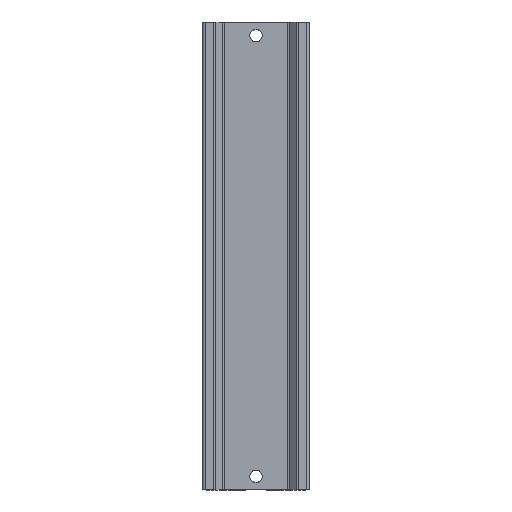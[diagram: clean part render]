
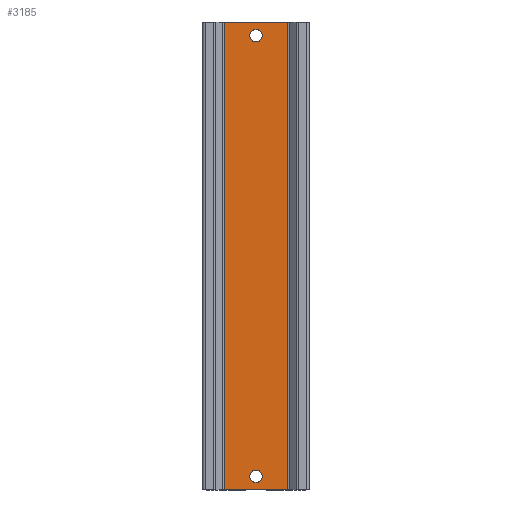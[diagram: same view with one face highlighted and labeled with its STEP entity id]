
A CAD part, front view. The second image highlights one B-rep face of the part: STEP entity #3185.
In plain terms, the highlighted planar face has unit normal (0, -1, 0).
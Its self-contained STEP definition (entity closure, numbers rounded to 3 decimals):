
#68 = AXIS2_PLACEMENT_3D ( 'NONE', #8093, #8775, #1974 ) ;
#234 = CIRCLE ( 'NONE', #559, 2.25 ) ;
#314 = AXIS2_PLACEMENT_3D ( 'NONE', #1612, #6376, #3668 ) ;
#529 = VERTEX_POINT ( 'NONE', #1667 ) ;
#559 = AXIS2_PLACEMENT_3D ( 'NONE', #1006, #5042, #7100 ) ;
#577 = CIRCLE ( 'NONE', #6048, 2.25 ) ;
#746 = ORIENTED_EDGE ( 'NONE', *, *, #1736, .T. ) ;
#765 = DIRECTION ( 'NONE',  ( 0., 0., 1. ) ) ;
#928 = EDGE_LOOP ( 'NONE', ( #746, #8608 ) ) ;
#1006 = CARTESIAN_POINT ( 'NONE',  ( 19.5, 3., 166. ) ) ;
#1061 = EDGE_CURVE ( 'NONE', #3170, #7089, #577, .T. ) ;
#1062 = CARTESIAN_POINT ( 'NONE',  ( 19.5, 3., 168.25 ) ) ;
#1173 = ORIENTED_EDGE ( 'NONE', *, *, #4442, .T. ) ;
#1178 = LINE ( 'NONE', #3304, #6415 ) ;
#1219 = VERTEX_POINT ( 'NONE', #8467 ) ;
#1272 = LINE ( 'NONE', #2224, #1482 ) ;
#1482 = VECTOR ( 'NONE', #8314, 1000. ) ;
#1543 = DIRECTION ( 'NONE',  ( 0., 0., -1. ) ) ;
#1612 = CARTESIAN_POINT ( 'NONE',  ( 7.5, 3., 171. ) ) ;
#1667 = CARTESIAN_POINT ( 'NONE',  ( 31.086, 3., 171. ) ) ;
#1736 = EDGE_CURVE ( 'NONE', #7089, #3170, #234, .T. ) ;
#1974 = DIRECTION ( 'NONE',  ( 0., 0., 1. ) ) ;
#2202 = CARTESIAN_POINT ( 'NONE',  ( 7.5, 3., 171. ) ) ;
#2224 = CARTESIAN_POINT ( 'NONE',  ( 7.5, 3., 0. ) ) ;
#2326 = AXIS2_PLACEMENT_3D ( 'NONE', #6898, #2723, #765 ) ;
#2388 = VECTOR ( 'NONE', #7758, 1000. ) ;
#2511 = ORIENTED_EDGE ( 'NONE', *, *, #7767, .F. ) ;
#2723 = DIRECTION ( 'NONE',  ( 0., 1., 0. ) ) ;
#2762 = DIRECTION ( 'NONE',  ( 0., 1., 0. ) ) ;
#2844 = EDGE_CURVE ( 'NONE', #3401, #5025, #8516, .T. ) ;
#2888 = VERTEX_POINT ( 'NONE', #6664 ) ;
#3113 = ORIENTED_EDGE ( 'NONE', *, *, #8380, .T. ) ;
#3170 = VERTEX_POINT ( 'NONE', #4920 ) ;
#3185 = ADVANCED_FACE ( 'NONE', ( #6499, #5745, #7776 ), #3697, .F. ) ;
#3304 = CARTESIAN_POINT ( 'NONE',  ( 31.086, 3., 171. ) ) ;
#3343 = DIRECTION ( 'NONE',  ( 0., 0., 1. ) ) ;
#3401 = VERTEX_POINT ( 'NONE', #6087 ) ;
#3541 = VERTEX_POINT ( 'NONE', #7777 ) ;
#3626 = CIRCLE ( 'NONE', #68, 2.25 ) ;
#3668 = DIRECTION ( 'NONE',  ( 0., 0., 1. ) ) ;
#3697 = PLANE ( 'NONE',  #314 ) ;
#4230 = DIRECTION ( 'NONE',  ( 0., 0., 1. ) ) ;
#4345 = ORIENTED_EDGE ( 'NONE', *, *, #4758, .T. ) ;
#4442 = EDGE_CURVE ( 'NONE', #1219, #3541, #5201, .T. ) ;
#4758 = EDGE_CURVE ( 'NONE', #3541, #1219, #3626, .T. ) ;
#4904 = VECTOR ( 'NONE', #1543, 1000. ) ;
#4909 = CARTESIAN_POINT ( 'NONE',  ( 19.5, 3., 166. ) ) ;
#4920 = CARTESIAN_POINT ( 'NONE',  ( 19.5, 3., 163.75 ) ) ;
#5025 = VERTEX_POINT ( 'NONE', #7311 ) ;
#5042 = DIRECTION ( 'NONE',  ( 0., 1., 0. ) ) ;
#5201 = CIRCLE ( 'NONE', #2326, 2.25 ) ;
#5745 = FACE_BOUND ( 'NONE', #8671, .T. ) ;
#6048 = AXIS2_PLACEMENT_3D ( 'NONE', #4909, #2762, #4230 ) ;
#6087 = CARTESIAN_POINT ( 'NONE',  ( 7.914, 3., 171. ) ) ;
#6180 = ORIENTED_EDGE ( 'NONE', *, *, #6277, .T. ) ;
#6277 = EDGE_CURVE ( 'NONE', #2888, #529, #1178, .T. ) ;
#6376 = DIRECTION ( 'NONE',  ( 0., 1., 0. ) ) ;
#6415 = VECTOR ( 'NONE', #3343, 1000. ) ;
#6499 = FACE_BOUND ( 'NONE', #928, .T. ) ;
#6562 = LINE ( 'NONE', #2202, #2388 ) ;
#6664 = CARTESIAN_POINT ( 'NONE',  ( 31.086, 3., 0. ) ) ;
#6867 = EDGE_LOOP ( 'NONE', ( #2511, #6990, #3113, #6180 ) ) ;
#6898 = CARTESIAN_POINT ( 'NONE',  ( 19.5, 3., 5. ) ) ;
#6990 = ORIENTED_EDGE ( 'NONE', *, *, #2844, .T. ) ;
#7089 = VERTEX_POINT ( 'NONE', #1062 ) ;
#7100 = DIRECTION ( 'NONE',  ( 0., 0., 1. ) ) ;
#7311 = CARTESIAN_POINT ( 'NONE',  ( 7.914, 3., 0. ) ) ;
#7678 = CARTESIAN_POINT ( 'NONE',  ( 7.914, 3., 0. ) ) ;
#7758 = DIRECTION ( 'NONE',  ( 1., 0., 0. ) ) ;
#7767 = EDGE_CURVE ( 'NONE', #3401, #529, #6562, .T. ) ;
#7776 = FACE_OUTER_BOUND ( 'NONE', #6867, .T. ) ;
#7777 = CARTESIAN_POINT ( 'NONE',  ( 19.5, 3., 7.25 ) ) ;
#8093 = CARTESIAN_POINT ( 'NONE',  ( 19.5, 3., 5. ) ) ;
#8314 = DIRECTION ( 'NONE',  ( 1., 0., 0. ) ) ;
#8380 = EDGE_CURVE ( 'NONE', #5025, #2888, #1272, .T. ) ;
#8467 = CARTESIAN_POINT ( 'NONE',  ( 19.5, 3., 2.75 ) ) ;
#8516 = LINE ( 'NONE', #7678, #4904 ) ;
#8608 = ORIENTED_EDGE ( 'NONE', *, *, #1061, .T. ) ;
#8671 = EDGE_LOOP ( 'NONE', ( #4345, #1173 ) ) ;
#8775 = DIRECTION ( 'NONE',  ( 0., 1., 0. ) ) ;
